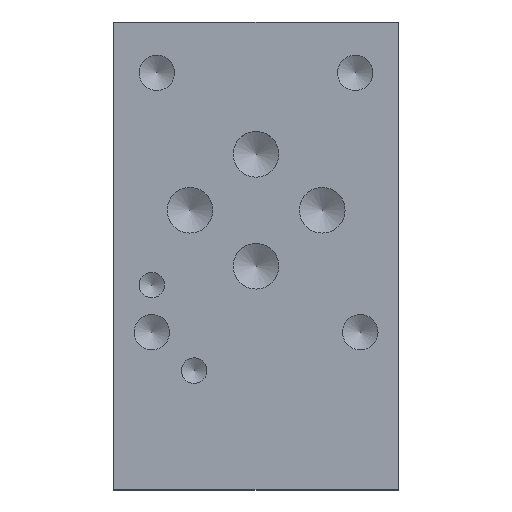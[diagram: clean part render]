
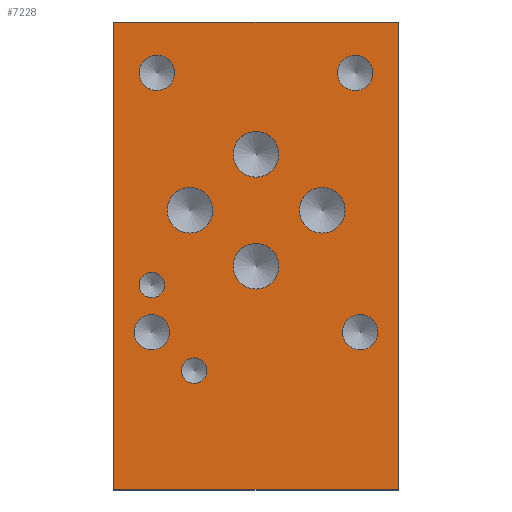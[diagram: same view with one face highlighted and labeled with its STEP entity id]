
A CAD part, top view. The second image highlights one B-rep face of the part: STEP entity #7228.
In plain terms, the highlighted planar face has unit normal (0, 0, 1).
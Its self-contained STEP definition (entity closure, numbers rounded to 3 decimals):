
#61=CIRCLE('',#7502,3.569);
#62=CIRCLE('',#7503,3.569);
#65=CIRCLE('',#7508,3.569);
#66=CIRCLE('',#7509,3.569);
#69=CIRCLE('',#7514,3.569);
#70=CIRCLE('',#7515,3.569);
#73=CIRCLE('',#7520,3.569);
#74=CIRCLE('',#7521,3.569);
#77=CIRCLE('',#7526,1.994);
#78=CIRCLE('',#7527,1.994);
#81=CIRCLE('',#7532,1.981);
#82=CIRCLE('',#7533,1.981);
#85=CIRCLE('',#7538,2.769);
#86=CIRCLE('',#7539,2.769);
#89=CIRCLE('',#7544,2.769);
#90=CIRCLE('',#7545,2.769);
#93=CIRCLE('',#7550,2.769);
#94=CIRCLE('',#7551,2.769);
#97=CIRCLE('',#7556,2.769);
#98=CIRCLE('',#7557,2.769);
#207=FACE_BOUND('',#1196,.T.);
#208=FACE_BOUND('',#1197,.T.);
#209=FACE_BOUND('',#1198,.T.);
#210=FACE_BOUND('',#1199,.T.);
#211=FACE_BOUND('',#1200,.T.);
#212=FACE_BOUND('',#1201,.T.);
#213=FACE_BOUND('',#1202,.T.);
#214=FACE_BOUND('',#1203,.T.);
#215=FACE_BOUND('',#1204,.T.);
#216=FACE_BOUND('',#1205,.T.);
#800=FACE_OUTER_BOUND('',#1195,.T.);
#1195=EDGE_LOOP('',(#6288,#6289,#6290,#6291));
#1196=EDGE_LOOP('',(#6292,#6293));
#1197=EDGE_LOOP('',(#6294,#6295));
#1198=EDGE_LOOP('',(#6296,#6297));
#1199=EDGE_LOOP('',(#6298,#6299));
#1200=EDGE_LOOP('',(#6300,#6301));
#1201=EDGE_LOOP('',(#6302,#6303));
#1202=EDGE_LOOP('',(#6304,#6305));
#1203=EDGE_LOOP('',(#6306,#6307));
#1204=EDGE_LOOP('',(#6308,#6309));
#1205=EDGE_LOOP('',(#6310,#6311));
#1498=LINE('',#10829,#2235);
#1948=LINE('',#12127,#2685);
#1951=LINE('',#12131,#2688);
#1953=LINE('',#12135,#2690);
#2235=VECTOR('',#8091,10.);
#2685=VECTOR('',#9167,10.);
#2688=VECTOR('',#9172,10.);
#2690=VECTOR('',#9178,10.);
#2963=VERTEX_POINT('',#10826);
#2964=VERTEX_POINT('',#10828);
#3260=VERTEX_POINT('',#11834);
#3261=VERTEX_POINT('',#11835);
#3265=VERTEX_POINT('',#11847);
#3266=VERTEX_POINT('',#11848);
#3270=VERTEX_POINT('',#11860);
#3271=VERTEX_POINT('',#11861);
#3275=VERTEX_POINT('',#11873);
#3276=VERTEX_POINT('',#11874);
#3280=VERTEX_POINT('',#11886);
#3281=VERTEX_POINT('',#11887);
#3285=VERTEX_POINT('',#11899);
#3286=VERTEX_POINT('',#11900);
#3290=VERTEX_POINT('',#11912);
#3291=VERTEX_POINT('',#11913);
#3295=VERTEX_POINT('',#11925);
#3296=VERTEX_POINT('',#11926);
#3300=VERTEX_POINT('',#11938);
#3301=VERTEX_POINT('',#11939);
#3305=VERTEX_POINT('',#11951);
#3306=VERTEX_POINT('',#11952);
#3370=VERTEX_POINT('',#12124);
#3371=VERTEX_POINT('',#12126);
#3779=EDGE_CURVE('',#2964,#2963,#1498,.T.);
#4220=EDGE_CURVE('',#3260,#3261,#61,.T.);
#4221=EDGE_CURVE('',#3261,#3260,#62,.T.);
#4226=EDGE_CURVE('',#3265,#3266,#65,.T.);
#4227=EDGE_CURVE('',#3266,#3265,#66,.T.);
#4232=EDGE_CURVE('',#3270,#3271,#69,.T.);
#4233=EDGE_CURVE('',#3271,#3270,#70,.T.);
#4238=EDGE_CURVE('',#3275,#3276,#73,.T.);
#4239=EDGE_CURVE('',#3276,#3275,#74,.T.);
#4244=EDGE_CURVE('',#3280,#3281,#77,.T.);
#4245=EDGE_CURVE('',#3281,#3280,#78,.T.);
#4250=EDGE_CURVE('',#3285,#3286,#81,.T.);
#4251=EDGE_CURVE('',#3286,#3285,#82,.T.);
#4256=EDGE_CURVE('',#3290,#3291,#85,.T.);
#4257=EDGE_CURVE('',#3291,#3290,#86,.T.);
#4262=EDGE_CURVE('',#3295,#3296,#89,.T.);
#4263=EDGE_CURVE('',#3296,#3295,#90,.T.);
#4268=EDGE_CURVE('',#3300,#3301,#93,.T.);
#4269=EDGE_CURVE('',#3301,#3300,#94,.T.);
#4274=EDGE_CURVE('',#3305,#3306,#97,.T.);
#4275=EDGE_CURVE('',#3306,#3305,#98,.T.);
#4354=EDGE_CURVE('',#3371,#3370,#1948,.T.);
#4357=EDGE_CURVE('',#2963,#3371,#1951,.T.);
#4359=EDGE_CURVE('',#3370,#2964,#1953,.T.);
#6288=ORIENTED_EDGE('',*,*,#4359,.T.);
#6289=ORIENTED_EDGE('',*,*,#3779,.T.);
#6290=ORIENTED_EDGE('',*,*,#4357,.T.);
#6291=ORIENTED_EDGE('',*,*,#4354,.T.);
#6292=ORIENTED_EDGE('',*,*,#4220,.T.);
#6293=ORIENTED_EDGE('',*,*,#4221,.T.);
#6294=ORIENTED_EDGE('',*,*,#4226,.T.);
#6295=ORIENTED_EDGE('',*,*,#4227,.T.);
#6296=ORIENTED_EDGE('',*,*,#4232,.T.);
#6297=ORIENTED_EDGE('',*,*,#4233,.T.);
#6298=ORIENTED_EDGE('',*,*,#4238,.T.);
#6299=ORIENTED_EDGE('',*,*,#4239,.T.);
#6300=ORIENTED_EDGE('',*,*,#4244,.T.);
#6301=ORIENTED_EDGE('',*,*,#4245,.T.);
#6302=ORIENTED_EDGE('',*,*,#4250,.T.);
#6303=ORIENTED_EDGE('',*,*,#4251,.T.);
#6304=ORIENTED_EDGE('',*,*,#4256,.T.);
#6305=ORIENTED_EDGE('',*,*,#4257,.T.);
#6306=ORIENTED_EDGE('',*,*,#4262,.T.);
#6307=ORIENTED_EDGE('',*,*,#4263,.T.);
#6308=ORIENTED_EDGE('',*,*,#4268,.T.);
#6309=ORIENTED_EDGE('',*,*,#4269,.T.);
#6310=ORIENTED_EDGE('',*,*,#4274,.T.);
#6311=ORIENTED_EDGE('',*,*,#4275,.T.);
#6574=PLANE('',#7642);
#7228=ADVANCED_FACE('',(#800,#207,#208,#209,#210,#211,#212,#213,#214,#215,
#216),#6574,.T.);
#7502=AXIS2_PLACEMENT_3D('',#11836,#8849,#8850);
#7503=AXIS2_PLACEMENT_3D('',#11837,#8851,#8852);
#7508=AXIS2_PLACEMENT_3D('',#11849,#8863,#8864);
#7509=AXIS2_PLACEMENT_3D('',#11850,#8865,#8866);
#7514=AXIS2_PLACEMENT_3D('',#11862,#8877,#8878);
#7515=AXIS2_PLACEMENT_3D('',#11863,#8879,#8880);
#7520=AXIS2_PLACEMENT_3D('',#11875,#8891,#8892);
#7521=AXIS2_PLACEMENT_3D('',#11876,#8893,#8894);
#7526=AXIS2_PLACEMENT_3D('',#11888,#8905,#8906);
#7527=AXIS2_PLACEMENT_3D('',#11889,#8907,#8908);
#7532=AXIS2_PLACEMENT_3D('',#11901,#8919,#8920);
#7533=AXIS2_PLACEMENT_3D('',#11902,#8921,#8922);
#7538=AXIS2_PLACEMENT_3D('',#11914,#8933,#8934);
#7539=AXIS2_PLACEMENT_3D('',#11915,#8935,#8936);
#7544=AXIS2_PLACEMENT_3D('',#11927,#8947,#8948);
#7545=AXIS2_PLACEMENT_3D('',#11928,#8949,#8950);
#7550=AXIS2_PLACEMENT_3D('',#11940,#8961,#8962);
#7551=AXIS2_PLACEMENT_3D('',#11941,#8963,#8964);
#7556=AXIS2_PLACEMENT_3D('',#11953,#8975,#8976);
#7557=AXIS2_PLACEMENT_3D('',#11954,#8977,#8978);
#7642=AXIS2_PLACEMENT_3D('',#12136,#9179,#9180);
#8091=DIRECTION('',(0.,1.,0.));
#8849=DIRECTION('center_axis',(0.,0.,-1.));
#8850=DIRECTION('ref_axis',(1.,0.,0.));
#8851=DIRECTION('center_axis',(0.,0.,-1.));
#8852=DIRECTION('ref_axis',(1.,0.,0.));
#8863=DIRECTION('center_axis',(0.,0.,-1.));
#8864=DIRECTION('ref_axis',(1.,0.,0.));
#8865=DIRECTION('center_axis',(0.,0.,-1.));
#8866=DIRECTION('ref_axis',(1.,0.,0.));
#8877=DIRECTION('center_axis',(0.,0.,-1.));
#8878=DIRECTION('ref_axis',(1.,0.,0.));
#8879=DIRECTION('center_axis',(0.,0.,-1.));
#8880=DIRECTION('ref_axis',(1.,0.,0.));
#8891=DIRECTION('center_axis',(0.,0.,-1.));
#8892=DIRECTION('ref_axis',(1.,0.,0.));
#8893=DIRECTION('center_axis',(0.,0.,-1.));
#8894=DIRECTION('ref_axis',(1.,0.,0.));
#8905=DIRECTION('center_axis',(0.,0.,-1.));
#8906=DIRECTION('ref_axis',(1.,0.,0.));
#8907=DIRECTION('center_axis',(0.,0.,-1.));
#8908=DIRECTION('ref_axis',(1.,0.,0.));
#8919=DIRECTION('center_axis',(0.,0.,-1.));
#8920=DIRECTION('ref_axis',(1.,0.,0.));
#8921=DIRECTION('center_axis',(0.,0.,-1.));
#8922=DIRECTION('ref_axis',(1.,0.,0.));
#8933=DIRECTION('center_axis',(0.,0.,-1.));
#8934=DIRECTION('ref_axis',(1.,0.,0.));
#8935=DIRECTION('center_axis',(0.,0.,-1.));
#8936=DIRECTION('ref_axis',(1.,0.,0.));
#8947=DIRECTION('center_axis',(0.,0.,-1.));
#8948=DIRECTION('ref_axis',(1.,0.,0.));
#8949=DIRECTION('center_axis',(0.,0.,-1.));
#8950=DIRECTION('ref_axis',(1.,0.,0.));
#8961=DIRECTION('center_axis',(0.,0.,-1.));
#8962=DIRECTION('ref_axis',(1.,0.,0.));
#8963=DIRECTION('center_axis',(0.,0.,-1.));
#8964=DIRECTION('ref_axis',(1.,0.,0.));
#8975=DIRECTION('center_axis',(0.,0.,-1.));
#8976=DIRECTION('ref_axis',(1.,0.,0.));
#8977=DIRECTION('center_axis',(0.,0.,-1.));
#8978=DIRECTION('ref_axis',(1.,0.,0.));
#9167=DIRECTION('',(0.,-1.,0.));
#9172=DIRECTION('',(-1.,0.,0.));
#9178=DIRECTION('',(1.,0.,0.));
#9179=DIRECTION('center_axis',(0.,0.,1.));
#9180=DIRECTION('ref_axis',(1.,0.,0.));
#10826=CARTESIAN_POINT('',(44.45,73.025,25.4));
#10828=CARTESIAN_POINT('',(44.45,0.,25.4));
#10829=CARTESIAN_POINT('',(44.45,0.,25.4));
#11834=CARTESIAN_POINT('',(25.794,52.375,25.4));
#11835=CARTESIAN_POINT('',(18.656,52.375,25.4));
#11836=CARTESIAN_POINT('Origin',(22.225,52.375,25.4));
#11837=CARTESIAN_POINT('Origin',(22.225,52.375,25.4));
#11847=CARTESIAN_POINT('',(15.481,43.637,25.4));
#11848=CARTESIAN_POINT('',(8.344,43.637,25.4));
#11849=CARTESIAN_POINT('Origin',(11.913,43.637,25.4));
#11850=CARTESIAN_POINT('Origin',(11.913,43.637,25.4));
#11860=CARTESIAN_POINT('',(36.132,43.637,25.4));
#11861=CARTESIAN_POINT('',(28.994,43.637,25.4));
#11862=CARTESIAN_POINT('Origin',(32.563,43.637,25.4));
#11863=CARTESIAN_POINT('Origin',(32.563,43.637,25.4));
#11873=CARTESIAN_POINT('',(25.794,34.9,25.4));
#11874=CARTESIAN_POINT('',(18.656,34.9,25.4));
#11875=CARTESIAN_POINT('Origin',(22.225,34.9,25.4));
#11876=CARTESIAN_POINT('Origin',(22.225,34.9,25.4));
#11886=CARTESIAN_POINT('',(14.567,18.593,25.4));
#11887=CARTESIAN_POINT('',(10.579,18.593,25.4));
#11888=CARTESIAN_POINT('Origin',(12.573,18.593,25.4));
#11889=CARTESIAN_POINT('Origin',(12.573,18.593,25.4));
#11899=CARTESIAN_POINT('',(7.94,31.953,25.4));
#11900=CARTESIAN_POINT('',(3.978,31.953,25.4));
#11901=CARTESIAN_POINT('Origin',(5.959,31.953,25.4));
#11902=CARTESIAN_POINT('Origin',(5.959,31.953,25.4));
#11912=CARTESIAN_POINT('',(41.275,24.587,25.4));
#11913=CARTESIAN_POINT('',(35.738,24.587,25.4));
#11914=CARTESIAN_POINT('Origin',(38.506,24.587,25.4));
#11915=CARTESIAN_POINT('Origin',(38.506,24.587,25.4));
#11925=CARTESIAN_POINT('',(9.525,65.075,25.4));
#11926=CARTESIAN_POINT('',(3.988,65.075,25.4));
#11927=CARTESIAN_POINT('Origin',(6.756,65.075,25.4));
#11928=CARTESIAN_POINT('Origin',(6.756,65.075,25.4));
#11938=CARTESIAN_POINT('',(40.488,65.075,25.4));
#11939=CARTESIAN_POINT('',(34.95,65.075,25.4));
#11940=CARTESIAN_POINT('Origin',(37.719,65.075,25.4));
#11941=CARTESIAN_POINT('Origin',(37.719,65.075,25.4));
#11951=CARTESIAN_POINT('',(8.738,24.587,25.4));
#11952=CARTESIAN_POINT('',(3.2,24.587,25.4));
#11953=CARTESIAN_POINT('Origin',(5.969,24.587,25.4));
#11954=CARTESIAN_POINT('Origin',(5.969,24.587,25.4));
#12124=CARTESIAN_POINT('',(0.,0.,25.4));
#12126=CARTESIAN_POINT('',(0.,73.025,25.4));
#12127=CARTESIAN_POINT('',(0.,73.025,25.4));
#12131=CARTESIAN_POINT('',(44.45,73.025,25.4));
#12135=CARTESIAN_POINT('',(0.,0.,25.4));
#12136=CARTESIAN_POINT('Origin',(22.225,36.513,25.4));
